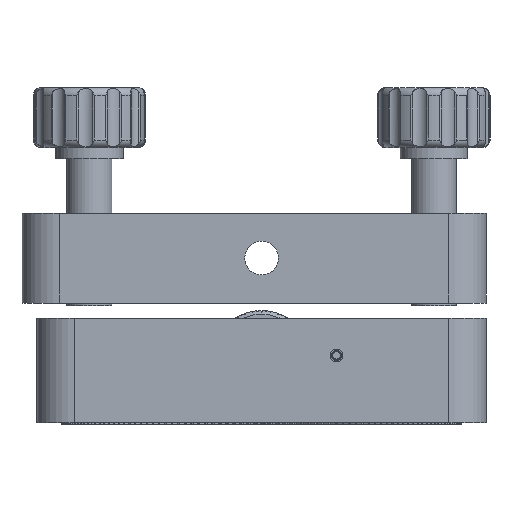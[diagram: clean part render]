
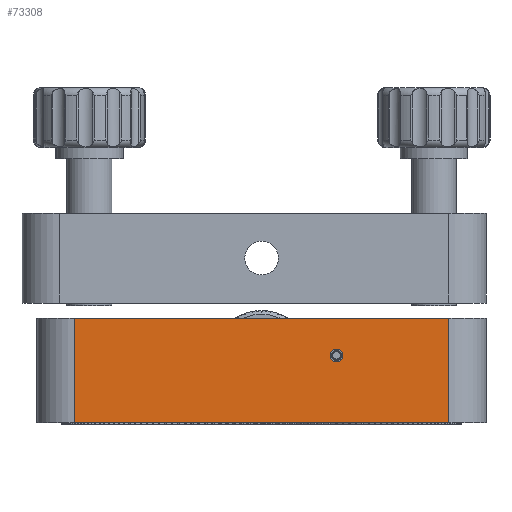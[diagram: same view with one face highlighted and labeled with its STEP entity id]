
A CAD part, front view. The second image highlights one B-rep face of the part: STEP entity #73308.
In plain terms, the highlighted planar face has unit normal (0, -1, 0).
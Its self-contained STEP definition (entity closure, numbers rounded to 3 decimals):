
#3396 = LINE ( 'NONE', #67116, #109222 ) ;
#4147 = VECTOR ( 'NONE', #56807, 1000. ) ;
#4851 = CARTESIAN_POINT ( 'NONE',  ( -25., -30., -14. ) ) ;
#6296 = DIRECTION ( 'NONE',  ( 0., -1., 0. ) ) ;
#8038 = ORIENTED_EDGE ( 'NONE', *, *, #25048, .F. ) ;
#11195 = VERTEX_POINT ( 'NONE', #36157 ) ;
#11503 = EDGE_LOOP ( 'NONE', ( #33646, #11518, #76485, #27871 ) ) ;
#11509 = DIRECTION ( 'NONE',  ( 1., 0., 0. ) ) ;
#11518 = ORIENTED_EDGE ( 'NONE', *, *, #21202, .F. ) ;
#13626 = ORIENTED_EDGE ( 'NONE', *, *, #83939, .F. ) ;
#16915 = CIRCLE ( 'NONE', #44281, 0.85 ) ;
#21145 = PLANE ( 'NONE',  #95719 ) ;
#21202 = EDGE_CURVE ( 'NONE', #86152, #40053, #75680, .T. ) ;
#21514 = CARTESIAN_POINT ( 'NONE',  ( 25., -30., -14. ) ) ;
#21869 = CARTESIAN_POINT ( 'NONE',  ( -25., -30., -14. ) ) ;
#22030 = CARTESIAN_POINT ( 'NONE',  ( 10., -30., -4.15 ) ) ;
#25048 = EDGE_CURVE ( 'NONE', #74183, #55940, #16915, .T. ) ;
#27871 = ORIENTED_EDGE ( 'NONE', *, *, #109137, .T. ) ;
#33646 = ORIENTED_EDGE ( 'NONE', *, *, #55959, .F. ) ;
#34315 = DIRECTION ( 'NONE',  ( 1., 0., 0. ) ) ;
#36157 = CARTESIAN_POINT ( 'NONE',  ( 25., -30., -14. ) ) ;
#40053 = VERTEX_POINT ( 'NONE', #100642 ) ;
#42401 = CARTESIAN_POINT ( 'NONE',  ( 10., -30., -5. ) ) ;
#44281 = AXIS2_PLACEMENT_3D ( 'NONE', #73567, #6296, #48450 ) ;
#45859 = VERTEX_POINT ( 'NONE', #99646 ) ;
#48450 = DIRECTION ( 'NONE',  ( 0., 0., -1. ) ) ;
#53122 = VECTOR ( 'NONE', #95854, 1000. ) ;
#55940 = VERTEX_POINT ( 'NONE', #109021 ) ;
#55959 = EDGE_CURVE ( 'NONE', #40053, #45859, #82380, .T. ) ;
#56807 = DIRECTION ( 'NONE',  ( 0., 0., 1. ) ) ;
#59297 = DIRECTION ( 'NONE',  ( 1., 0., 0. ) ) ;
#59763 = DIRECTION ( 'NONE',  ( 0., -1., 0. ) ) ;
#60133 = DIRECTION ( 'NONE',  ( 0., 0., -1. ) ) ;
#61038 = EDGE_LOOP ( 'NONE', ( #13626, #8038 ) ) ;
#67116 = CARTESIAN_POINT ( 'NONE',  ( 25., -30., -14. ) ) ;
#71005 = DIRECTION ( 'NONE',  ( 0., -1., 0. ) ) ;
#73308 = ADVANCED_FACE ( 'NONE', ( #74003, #104415 ), #21145, .T. ) ;
#73567 = CARTESIAN_POINT ( 'NONE',  ( 10., -30., -5. ) ) ;
#73947 = CIRCLE ( 'NONE', #92641, 0.85 ) ;
#74003 = FACE_BOUND ( 'NONE', #61038, .T. ) ;
#74183 = VERTEX_POINT ( 'NONE', #22030 ) ;
#75680 = LINE ( 'NONE', #21869, #53122 ) ;
#76485 = ORIENTED_EDGE ( 'NONE', *, *, #87392, .T. ) ;
#81101 = VECTOR ( 'NONE', #34315, 1000. ) ;
#82380 = LINE ( 'NONE', #93741, #81101 ) ;
#83939 = EDGE_CURVE ( 'NONE', #55940, #74183, #73947, .T. ) ;
#86152 = VERTEX_POINT ( 'NONE', #4851 ) ;
#87392 = EDGE_CURVE ( 'NONE', #86152, #11195, #3396, .T. ) ;
#89313 = CARTESIAN_POINT ( 'NONE',  ( 25., -30., -14. ) ) ;
#92641 = AXIS2_PLACEMENT_3D ( 'NONE', #42401, #59763, #60133 ) ;
#93741 = CARTESIAN_POINT ( 'NONE',  ( 25., -30., 0. ) ) ;
#94066 = LINE ( 'NONE', #89313, #4147 ) ;
#95719 = AXIS2_PLACEMENT_3D ( 'NONE', #21514, #71005, #11509 ) ;
#95854 = DIRECTION ( 'NONE',  ( 0., 0., 1. ) ) ;
#99646 = CARTESIAN_POINT ( 'NONE',  ( 25., -30., 0. ) ) ;
#100642 = CARTESIAN_POINT ( 'NONE',  ( -25., -30., 0. ) ) ;
#104415 = FACE_OUTER_BOUND ( 'NONE', #11503, .T. ) ;
#109021 = CARTESIAN_POINT ( 'NONE',  ( 10., -30., -5.85 ) ) ;
#109137 = EDGE_CURVE ( 'NONE', #11195, #45859, #94066, .T. ) ;
#109222 = VECTOR ( 'NONE', #59297, 1000. ) ;
